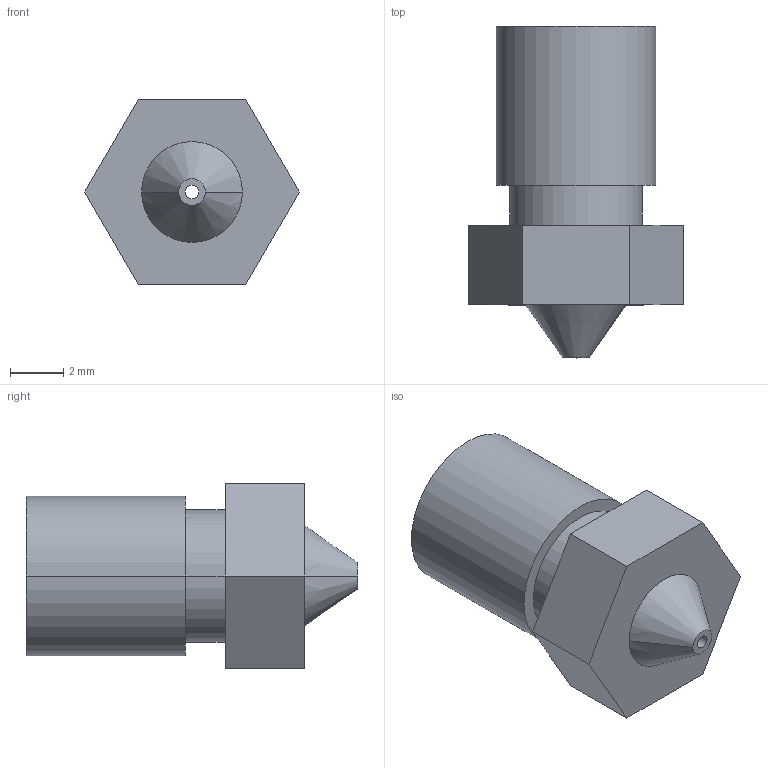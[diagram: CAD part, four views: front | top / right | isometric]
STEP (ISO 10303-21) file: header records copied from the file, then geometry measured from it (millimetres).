
FILE_DESCRIPTION((''),'2;1');
FILE_NAME('NOZZLE','2023-02-15T17:17:45',('matteo.grassi'),(''),'CREO PARAMETRIC BY PTC INC, 2018020','CREO PARAMETRIC BY PTC INC, 2018020','');
FILE_SCHEMA(('AUTOMOTIVE_DESIGN { 1 0 10303 214 1 1 1 1 }'));
Length unit declared in the file: millimetre
Products named in the file (1): NOZZLE
Bounding box: 8.08 x 12.5 x 7 mm (x, y, z)
Volume: 301.2 mm3; surface area: 390.6 mm2
Topology: 1 solids, 1 shells, 27 faces, 58 edges, 36 vertices
Faces by surface type: plane 11, cylinder 10, cone 6
Entity records: 1079 total; most frequent: DIRECTION 138, CARTESIAN_POINT 124, ORIENTED_EDGE 116, COLOUR_RGB 106, PRESENTATION_STYLE_ASSIGNMENT 59, STYLED_ITEM 59, CURVE_STYLE 58, EDGE_CURVE 58
